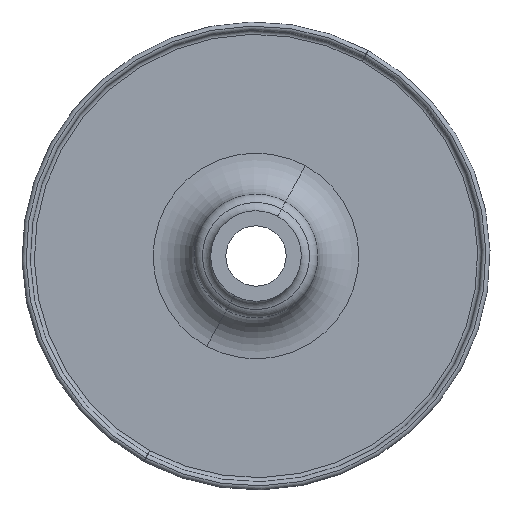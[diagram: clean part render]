
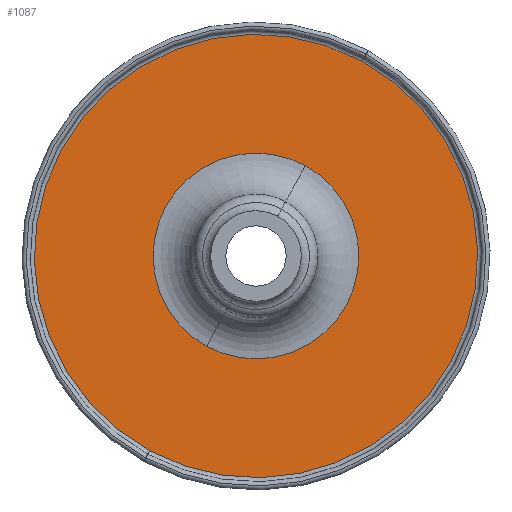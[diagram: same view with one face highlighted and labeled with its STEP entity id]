
A CAD part, front view. The second image highlights one B-rep face of the part: STEP entity #1087.
In plain terms, the highlighted planar face has unit normal (0, -1, 0).
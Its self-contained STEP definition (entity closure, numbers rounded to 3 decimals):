
#294=CARTESIAN_POINT('Axis2P3D Location',(0.,-14.,0.)) ;
#298=CARTESIAN_POINT('Vertex',(-11.986,-14.,-21.94)) ;
#300=CARTESIAN_POINT('Vertex',(11.986,-14.,21.94)) ;
#334=CARTESIAN_POINT('Axis2P3D Location',(0.,-14.,0.)) ;
#1060=CARTESIAN_POINT('Axis2P3D Location',(0.,-14.,54.875)) ;
#1065=CARTESIAN_POINT('Axis2P3D Location',(0.,-14.,0.)) ;
#1069=CARTESIAN_POINT('Vertex',(-25.829,-14.,-47.28)) ;
#1071=CARTESIAN_POINT('Vertex',(25.829,-14.,47.28)) ;
#1074=CARTESIAN_POINT('Axis2P3D Location',(0.,-14.,0.)) ;
#295=DIRECTION('Axis2P3D Direction',(0.,1.,-0.)) ;
#335=DIRECTION('Axis2P3D Direction',(-0.,1.,0.)) ;
#1061=DIRECTION('Axis2P3D Direction',(0.,1.,0.)) ;
#1062=DIRECTION('Axis2P3D XDirection',(1.,-0.,0.)) ;
#1066=DIRECTION('Axis2P3D Direction',(0.,1.,0.)) ;
#1075=DIRECTION('Axis2P3D Direction',(0.,1.,0.)) ;
#296=AXIS2_PLACEMENT_3D('Circle Axis2P3D',#294,#295,$) ;
#336=AXIS2_PLACEMENT_3D('Circle Axis2P3D',#334,#335,$) ;
#1063=AXIS2_PLACEMENT_3D('Plane Axis2P3D',#1060,#1061,#1062) ;
#1067=AXIS2_PLACEMENT_3D('Circle Axis2P3D',#1065,#1066,$) ;
#1076=AXIS2_PLACEMENT_3D('Circle Axis2P3D',#1074,#1075,$) ;
#1080=ORIENTED_EDGE('',*,*,#1073,.T.) ;
#1081=ORIENTED_EDGE('',*,*,#1078,.T.) ;
#1084=ORIENTED_EDGE('',*,*,#302,.F.) ;
#1085=ORIENTED_EDGE('',*,*,#338,.F.) ;
#1086=FACE_BOUND('',#1083,.T.) ;
#1087=ADVANCED_FACE('PartBody',(#1082,#1086),#1064,.F.) ;
#297=CIRCLE('generated circle',#296,25.) ;
#337=CIRCLE('generated circle',#336,25.) ;
#1068=CIRCLE('generated circle',#1067,53.875) ;
#1077=CIRCLE('generated circle',#1076,53.875) ;
#302=EDGE_CURVE('',#299,#301,#297,.F.) ;
#338=EDGE_CURVE('',#301,#299,#337,.F.) ;
#1073=EDGE_CURVE('',#1070,#1072,#1068,.F.) ;
#1078=EDGE_CURVE('',#1072,#1070,#1077,.F.) ;
#1079=EDGE_LOOP('',(#1080,#1081)) ;
#1083=EDGE_LOOP('',(#1084,#1085)) ;
#1082=FACE_OUTER_BOUND('',#1079,.T.) ;
#1064=PLANE('Plane',#1063) ;
#299=VERTEX_POINT('',#298) ;
#301=VERTEX_POINT('',#300) ;
#1070=VERTEX_POINT('',#1069) ;
#1072=VERTEX_POINT('',#1071) ;
